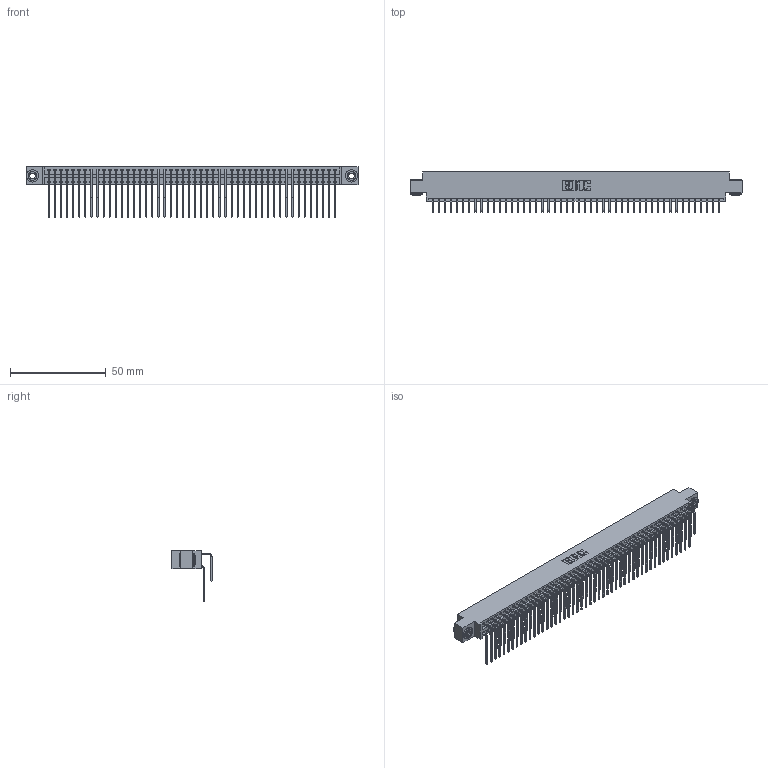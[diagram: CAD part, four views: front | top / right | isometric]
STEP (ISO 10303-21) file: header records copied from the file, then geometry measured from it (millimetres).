
FILE_DESCRIPTION (( 'STEP AP203' ), '1' );
FILE_NAME ('346-096-559-803.STEP', '2022-05-26T17:14:12', ( '' ), ( '' ), 'SwSTEP 2.0', 'SolidWorks 2020', '' );
FILE_SCHEMA (( 'CONFIG_CONTROL_DESIGN' ));
Length unit declared in the file: inch
Products named in the file (5): 345-292-001_558 559 Tail - 1; 345-292-001_559 Tail - 2; 345-250-002_345-250-002-102; 346 Part_0.170 Offset - 0.156 Dia-TH; 346-096-559-803
Assembly tree (99 placements, depth 2):
  346-096-559-803
    346 Part_0.170 Offset - 0.156 Dia-TH
    345-292-001_558 559 Tail - 1  x48
    345-292-001_559 Tail - 2  x48
    345-250-002_345-250-002-102  x2
Bounding box: 172.97 x 20.89 x 26.16 mm (x, y, z)
Volume: 17314.2 mm3; surface area: 26979 mm2
Topology: 99 solids, 99 shells, 5362 faces, 15909 edges, 10474 vertices
Faces by surface type: plane 3656, cylinder 1698, cone 8
Entity records: 33500 total; most frequent: CARTESIAN_POINT 5548, ORIENTED_EDGE 5422, DIRECTION 4941, EDGE_CURVE 2711, LINE 2323, VECTOR 2323, VERTEX_POINT 1802, AXIS2_PLACEMENT_3D 1309
